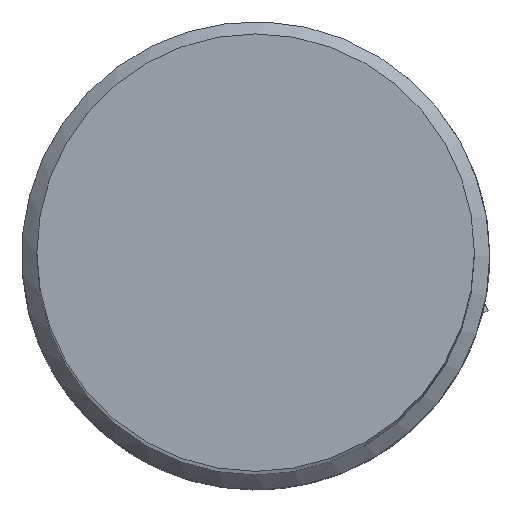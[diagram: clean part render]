
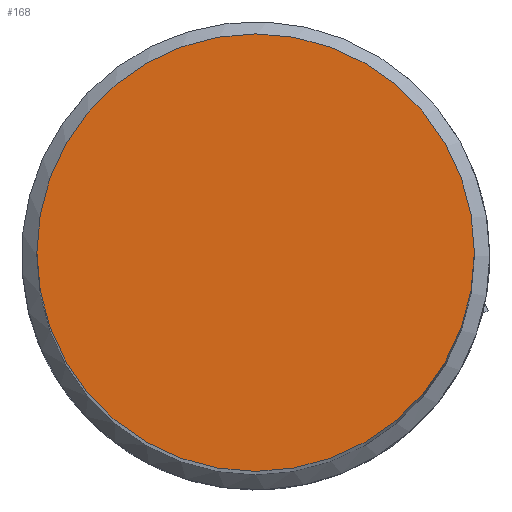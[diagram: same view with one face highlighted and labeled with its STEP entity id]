
A CAD part, top view. The second image highlights one B-rep face of the part: STEP entity #168.
In plain terms, the highlighted planar face has unit normal (0, 0, 1).
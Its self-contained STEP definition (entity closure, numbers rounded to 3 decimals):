
#168=ADVANCED_FACE('240[2]',(#465),#466,.F.);
#356=EDGE_CURVE('240[2]',#722,#722,#723,.F.);
#465=FACE_OUTER_BOUND('',#883,.T.);
#466=PLANE('',#884);
#722=VERTEX_POINT('NONE',#1478);
#723=CIRCLE('',#1479,10.);
#883=EDGE_LOOP('',(#1646));
#884=AXIS2_PLACEMENT_3D('',#1647,#1648,#1649);
#1478=CARTESIAN_POINT('',(10.,0.,0.0));
#1479=AXIS2_PLACEMENT_3D('',#1923,#1924,#1925);
#1646=ORIENTED_EDGE('',*,*,#356,.T.);
#1647=CARTESIAN_POINT('',(3.0,0.,0.0));
#1648=DIRECTION('',(0.,0.,-1.0));
#1649=DIRECTION('',(-1.0,0.,0.));
#1923=CARTESIAN_POINT('',(0.,0.0,0.0));
#1924=DIRECTION('',(0.,0.,-1.0));
#1925=DIRECTION('',(-1.0,0.,0.));
